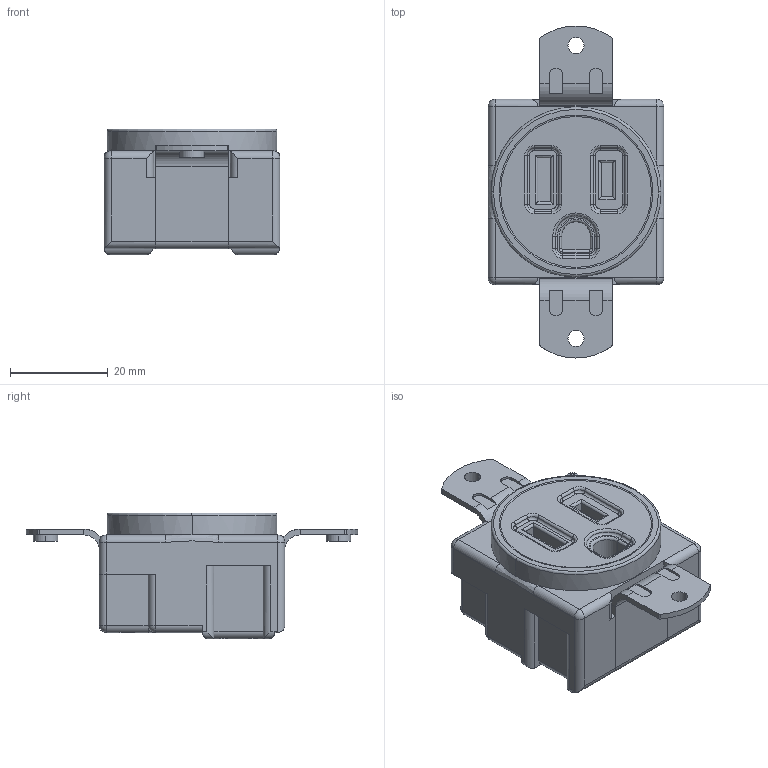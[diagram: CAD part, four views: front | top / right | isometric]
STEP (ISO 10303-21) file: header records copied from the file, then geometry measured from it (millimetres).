
FILE_DESCRIPTION (( 'STEP AP214' ), '1' );
FILE_NAME ('88040350.STEP', '2016-07-15T15:13:56', ( '' ), ( '' ), 'SwSTEP 2.0', 'SolidWorks 2015', '' );
FILE_SCHEMA (( 'AUTOMOTIVE_DESIGN' ));
Length unit declared in the file: millimetre
Products named in the file (1): 88040350
Bounding box: 36 x 68 x 25.8 mm (x, y, z)
Volume: 29820.6 mm3; surface area: 10975.9 mm2
Topology: 7 solids, 7 shells, 304 faces, 746 edges, 450 vertices
Faces by surface type: plane 127, cylinder 123, torus 29, cone 16, sphere 7, bspline 2
Entity records: 9758 total; most frequent: CARTESIAN_POINT 1781, DIRECTION 1548, ORIENTED_EDGE 1462, EDGE_CURVE 731, AXIS2_PLACEMENT_3D 557, VERTEX_POINT 450, LINE 434, VECTOR 434
